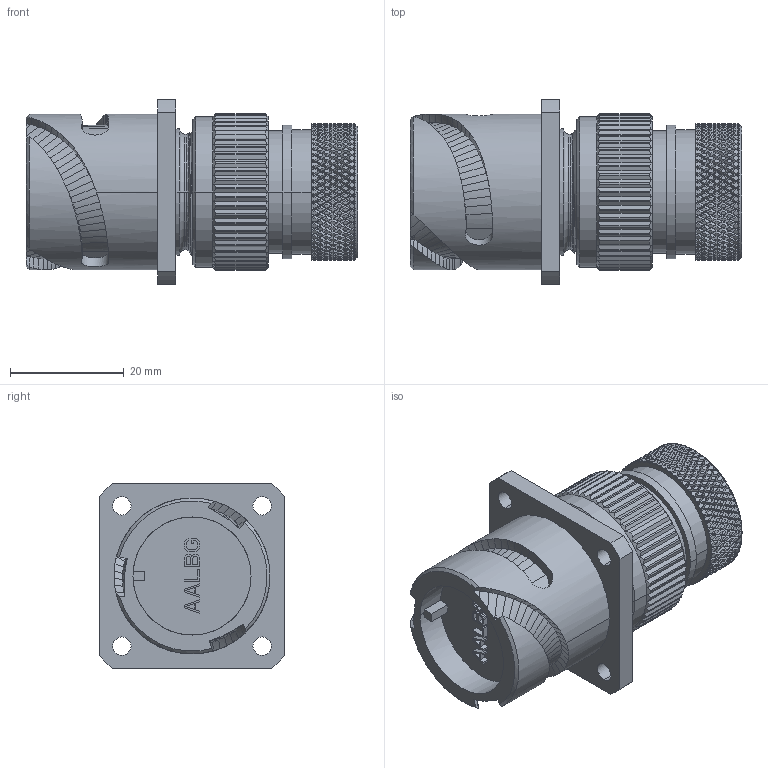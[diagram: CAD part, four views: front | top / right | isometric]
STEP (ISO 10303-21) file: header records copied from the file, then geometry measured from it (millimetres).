
FILE_DESCRIPTION((''),'2;1');
FILE_NAME('VG95234U-16_SW0001','2023-03-01T18:03:57',('paultorloting'),('NET AG system integration'),'CREO PARAMETRIC BY PTC INC, 2021404','CREO PARAMETRIC BY PTC INC, 2021404','');
FILE_SCHEMA(('AUTOMOTIVE_DESIGN { 1 0 10303 214 1 1 1 1 }'));
Products named in the file (1): VG95234U-16_SW0001
Bounding box: 58.15 x 32.51 x 32.51 mm (x, y, z)
Volume: 28435.9 mm3; surface area: 9334.7 mm2
Topology: 1 solids, 1 shells, 3404 faces, 7763 edges, 4389 vertices
Faces by surface type: plane 2543, cylinder 632, bspline 205, cone 20, torus 4
Entity records: 116237 total; most frequent: CARTESIAN_POINT 26782, ORIENTED_EDGE 15526, DIRECTION 11676, EDGE_CURVE 7763, VERTEX_POINT 4389, VECTOR 4357, LINE 4357, AXIS2_PLACEMENT_3D 3658
